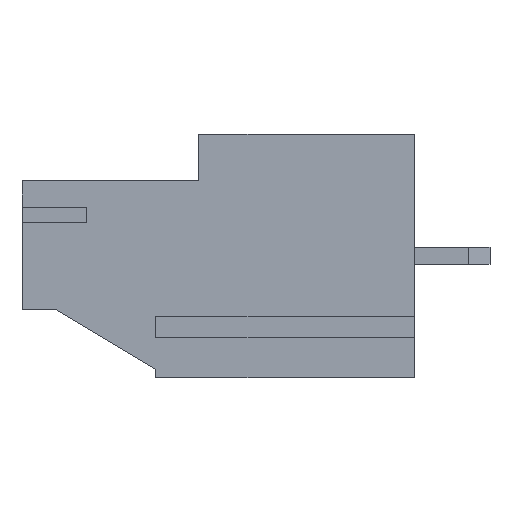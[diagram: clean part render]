
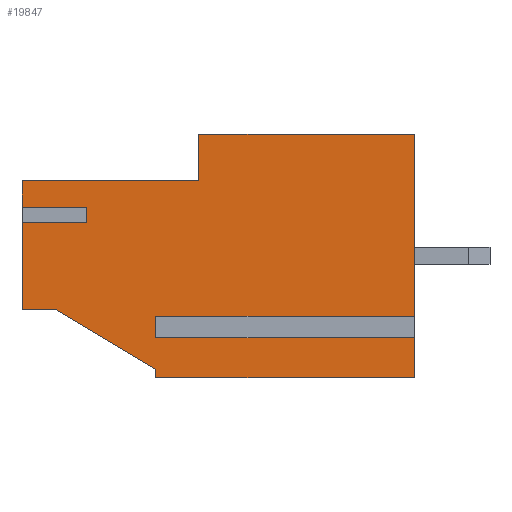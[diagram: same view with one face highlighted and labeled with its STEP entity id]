
A CAD part, left-side view. The second image highlights one B-rep face of the part: STEP entity #19847.
In plain terms, the highlighted planar face has unit normal (-1, 0, 0).
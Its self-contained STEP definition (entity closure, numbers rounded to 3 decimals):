
#34 = AXIS2_PLACEMENT_3D ( 'NONE', #13128, #434, #2444 ) ;
#36 = VECTOR ( 'NONE', #684, 1000. ) ;
#218 = VERTEX_POINT ( 'NONE', #10781 ) ;
#265 = ORIENTED_EDGE ( 'NONE', *, *, #6234, .F. ) ;
#434 = DIRECTION ( 'NONE',  ( 1., 0., 0. ) ) ;
#480 = EDGE_LOOP ( 'NONE', ( #4691, #14921, #11064, #17659, #4440, #10926, #10501, #9356, #265, #4591, #21338, #16393, #13324, #11387, #5935, #5107, #10222 ) ) ;
#519 = CARTESIAN_POINT ( 'NONE',  ( -5.08, 18.2, -8.15 ) ) ;
#541 = CARTESIAN_POINT ( 'NONE',  ( -5.08, 18.2, -2.15 ) ) ;
#654 = PLANE ( 'NONE',  #34 ) ;
#684 = DIRECTION ( 'NONE',  ( 0., 0., -1. ) ) ;
#812 = DIRECTION ( 'NONE',  ( 0., 0., -1. ) ) ;
#839 = CARTESIAN_POINT ( 'NONE',  ( -5.08, 18.2, -4.1 ) ) ;
#1078 = CARTESIAN_POINT ( 'NONE',  ( -5.08, 12., -11.3 ) ) ;
#1083 = VERTEX_POINT ( 'NONE', #17380 ) ;
#1133 = VECTOR ( 'NONE', #11082, 1000. ) ;
#1139 = LINE ( 'NONE', #7670, #36 ) ;
#1405 = VECTOR ( 'NONE', #19592, 1000. ) ;
#1705 = CARTESIAN_POINT ( 'NONE',  ( -5.08, 15.2, -3.4 ) ) ;
#1712 = CARTESIAN_POINT ( 'NONE',  ( -5.08, 16.6, -8.15 ) ) ;
#1897 = VECTOR ( 'NONE', #20602, 1000. ) ;
#2444 = DIRECTION ( 'NONE',  ( 0., 0., -1. ) ) ;
#2708 = CARTESIAN_POINT ( 'NONE',  ( -5.08, 10., 0. ) ) ;
#2722 = VECTOR ( 'NONE', #19698, 1000. ) ;
#2864 = VERTEX_POINT ( 'NONE', #839 ) ;
#2947 = EDGE_CURVE ( 'NONE', #12298, #15964, #3275, .T. ) ;
#3046 = VERTEX_POINT ( 'NONE', #21734 ) ;
#3275 = LINE ( 'NONE', #541, #1897 ) ;
#3534 = VERTEX_POINT ( 'NONE', #9058 ) ;
#3710 = LINE ( 'NONE', #11354, #17421 ) ;
#3848 = EDGE_CURVE ( 'NONE', #9108, #1083, #19746, .T. ) ;
#4138 = VERTEX_POINT ( 'NONE', #5566 ) ;
#4155 = CARTESIAN_POINT ( 'NONE',  ( -5.08, 15.2, -3.4 ) ) ;
#4239 = VERTEX_POINT ( 'NONE', #10825 ) ;
#4440 = ORIENTED_EDGE ( 'NONE', *, *, #20539, .F. ) ;
#4591 = ORIENTED_EDGE ( 'NONE', *, *, #5976, .F. ) ;
#4652 = VERTEX_POINT ( 'NONE', #9293 ) ;
#4691 = ORIENTED_EDGE ( 'NONE', *, *, #21902, .F. ) ;
#4776 = EDGE_CURVE ( 'NONE', #20925, #3046, #18255, .T. ) ;
#5107 = ORIENTED_EDGE ( 'NONE', *, *, #17613, .F. ) ;
#5144 = VECTOR ( 'NONE', #812, 1000. ) ;
#5205 = CARTESIAN_POINT ( 'NONE',  ( -5.08, 12., -9.3 ) ) ;
#5281 = CARTESIAN_POINT ( 'NONE',  ( -5.08, 0., -8.6 ) ) ;
#5543 = VECTOR ( 'NONE', #17493, 1000. ) ;
#5566 = CARTESIAN_POINT ( 'NONE',  ( -5.08, 12., -10.9 ) ) ;
#5889 = LINE ( 'NONE', #519, #1133 ) ;
#5935 = ORIENTED_EDGE ( 'NONE', *, *, #15741, .F. ) ;
#5976 = EDGE_CURVE ( 'NONE', #4239, #18267, #3710, .T. ) ;
#6115 = CARTESIAN_POINT ( 'NONE',  ( -5.08, 0., 0. ) ) ;
#6234 = EDGE_CURVE ( 'NONE', #18267, #3534, #19077, .T. ) ;
#6592 = CARTESIAN_POINT ( 'NONE',  ( -5.08, 10., -2.15 ) ) ;
#6691 = LINE ( 'NONE', #7039, #1405 ) ;
#7039 = CARTESIAN_POINT ( 'NONE',  ( -5.08, 12., -8.6 ) ) ;
#7341 = EDGE_CURVE ( 'NONE', #4239, #2864, #18142, .T. ) ;
#7523 = LINE ( 'NONE', #9709, #16511 ) ;
#7670 = CARTESIAN_POINT ( 'NONE',  ( -5.08, 0., 0. ) ) ;
#7694 = VECTOR ( 'NONE', #16379, 1000. ) ;
#8074 = LINE ( 'NONE', #19767, #19056 ) ;
#8232 = DIRECTION ( 'NONE',  ( 0., -1., 0. ) ) ;
#8247 = VECTOR ( 'NONE', #8232, 1000. ) ;
#8460 = CARTESIAN_POINT ( 'NONE',  ( -5.08, 18.2, -8.15 ) ) ;
#8683 = VECTOR ( 'NONE', #22326, 1000. ) ;
#8700 = LINE ( 'NONE', #11265, #12333 ) ;
#8938 = VECTOR ( 'NONE', #15934, 1000. ) ;
#8985 = VERTEX_POINT ( 'NONE', #2708 ) ;
#9058 = CARTESIAN_POINT ( 'NONE',  ( -5.08, 18.2, -3.4 ) ) ;
#9108 = VERTEX_POINT ( 'NONE', #12802 ) ;
#9293 = CARTESIAN_POINT ( 'NONE',  ( -5.08, 16.6, -8.15 ) ) ;
#9356 = ORIENTED_EDGE ( 'NONE', *, *, #9782, .F. ) ;
#9709 = CARTESIAN_POINT ( 'NONE',  ( -5.08, 10., 0. ) ) ;
#9782 = EDGE_CURVE ( 'NONE', #3534, #12298, #12376, .T. ) ;
#9932 = VERTEX_POINT ( 'NONE', #19869 ) ;
#10222 = ORIENTED_EDGE ( 'NONE', *, *, #3848, .F. ) ;
#10501 = ORIENTED_EDGE ( 'NONE', *, *, #2947, .F. ) ;
#10723 = EDGE_CURVE ( 'NONE', #218, #13097, #1139, .T. ) ;
#10781 = CARTESIAN_POINT ( 'NONE',  ( -5.08, 0., 0. ) ) ;
#10825 = CARTESIAN_POINT ( 'NONE',  ( -5.08, 15.2, -4.1 ) ) ;
#10901 = CARTESIAN_POINT ( 'NONE',  ( -5.08, 15.2, -4.1 ) ) ;
#10915 = CARTESIAN_POINT ( 'NONE',  ( -5.08, 12., -10.9 ) ) ;
#10921 = DIRECTION ( 'NONE',  ( 0., 0., 1. ) ) ;
#10926 = ORIENTED_EDGE ( 'NONE', *, *, #16186, .F. ) ;
#11064 = ORIENTED_EDGE ( 'NONE', *, *, #14764, .T. ) ;
#11082 = DIRECTION ( 'NONE',  ( 0., 0., 1. ) ) ;
#11265 = CARTESIAN_POINT ( 'NONE',  ( -5.08, 12., -11.3 ) ) ;
#11354 = CARTESIAN_POINT ( 'NONE',  ( -5.08, 15.2, 0. ) ) ;
#11387 = ORIENTED_EDGE ( 'NONE', *, *, #21665, .F. ) ;
#11938 = EDGE_CURVE ( 'NONE', #4652, #9932, #22336, .T. ) ;
#12298 = VERTEX_POINT ( 'NONE', #20199 ) ;
#12333 = VECTOR ( 'NONE', #16860, 1000. ) ;
#12376 = LINE ( 'NONE', #8460, #13219 ) ;
#12769 = LINE ( 'NONE', #10915, #19833 ) ;
#12802 = CARTESIAN_POINT ( 'NONE',  ( -5.08, 0., -9.3 ) ) ;
#12894 = DIRECTION ( 'NONE',  ( 0., 0.858, 0.513 ) ) ;
#13096 = DIRECTION ( 'NONE',  ( 0., 0., 1. ) ) ;
#13097 = VERTEX_POINT ( 'NONE', #5281 ) ;
#13128 = CARTESIAN_POINT ( 'NONE',  ( -5.08, 0., 0. ) ) ;
#13219 = VECTOR ( 'NONE', #21025, 1000. ) ;
#13324 = ORIENTED_EDGE ( 'NONE', *, *, #11938, .F. ) ;
#13888 = VERTEX_POINT ( 'NONE', #1078 ) ;
#14764 = EDGE_CURVE ( 'NONE', #3046, #13097, #6691, .T. ) ;
#14921 = ORIENTED_EDGE ( 'NONE', *, *, #4776, .T. ) ;
#15007 = LINE ( 'NONE', #20670, #8247 ) ;
#15553 = LINE ( 'NONE', #18338, #7694 ) ;
#15741 = EDGE_CURVE ( 'NONE', #13888, #4138, #8700, .T. ) ;
#15934 = DIRECTION ( 'NONE',  ( 0., 1., 0. ) ) ;
#15964 = VERTEX_POINT ( 'NONE', #6592 ) ;
#16186 = EDGE_CURVE ( 'NONE', #15964, #8985, #8074, .T. ) ;
#16335 = EDGE_CURVE ( 'NONE', #9932, #2864, #5889, .T. ) ;
#16379 = DIRECTION ( 'NONE',  ( 0., 1., 0. ) ) ;
#16393 = ORIENTED_EDGE ( 'NONE', *, *, #16335, .F. ) ;
#16511 = VECTOR ( 'NONE', #18627, 1000. ) ;
#16860 = DIRECTION ( 'NONE',  ( 0., 0., 1. ) ) ;
#17380 = CARTESIAN_POINT ( 'NONE',  ( -5.08, 0., -11.3 ) ) ;
#17421 = VECTOR ( 'NONE', #13096, 1000. ) ;
#17493 = DIRECTION ( 'NONE',  ( 0., 1., 0. ) ) ;
#17613 = EDGE_CURVE ( 'NONE', #1083, #13888, #15553, .T. ) ;
#17659 = ORIENTED_EDGE ( 'NONE', *, *, #10723, .F. ) ;
#18142 = LINE ( 'NONE', #10901, #2722 ) ;
#18255 = LINE ( 'NONE', #18811, #8683 ) ;
#18267 = VERTEX_POINT ( 'NONE', #4155 ) ;
#18338 = CARTESIAN_POINT ( 'NONE',  ( -5.08, 0., -11.3 ) ) ;
#18569 = FACE_OUTER_BOUND ( 'NONE', #480, .T. ) ;
#18627 = DIRECTION ( 'NONE',  ( 0., -1., 0. ) ) ;
#18811 = CARTESIAN_POINT ( 'NONE',  ( -5.08, 12., -8.6 ) ) ;
#19056 = VECTOR ( 'NONE', #10921, 1000. ) ;
#19077 = LINE ( 'NONE', #1705, #8938 ) ;
#19592 = DIRECTION ( 'NONE',  ( 0., -1., 0. ) ) ;
#19698 = DIRECTION ( 'NONE',  ( 0., 1., 0. ) ) ;
#19746 = LINE ( 'NONE', #6115, #5144 ) ;
#19767 = CARTESIAN_POINT ( 'NONE',  ( -5.08, 10., -2.15 ) ) ;
#19833 = VECTOR ( 'NONE', #12894, 1000. ) ;
#19847 = ADVANCED_FACE ( 'NONE', ( #18569 ), #654, .F. ) ;
#19869 = CARTESIAN_POINT ( 'NONE',  ( -5.08, 18.2, -8.15 ) ) ;
#20199 = CARTESIAN_POINT ( 'NONE',  ( -5.08, 18.2, -2.15 ) ) ;
#20539 = EDGE_CURVE ( 'NONE', #8985, #218, #7523, .T. ) ;
#20602 = DIRECTION ( 'NONE',  ( 0., -1., 0. ) ) ;
#20670 = CARTESIAN_POINT ( 'NONE',  ( -5.08, 12., -9.3 ) ) ;
#20925 = VERTEX_POINT ( 'NONE', #5205 ) ;
#21025 = DIRECTION ( 'NONE',  ( 0., 0., 1. ) ) ;
#21338 = ORIENTED_EDGE ( 'NONE', *, *, #7341, .T. ) ;
#21665 = EDGE_CURVE ( 'NONE', #4138, #4652, #12769, .T. ) ;
#21734 = CARTESIAN_POINT ( 'NONE',  ( -5.08, 12., -8.6 ) ) ;
#21902 = EDGE_CURVE ( 'NONE', #20925, #9108, #15007, .T. ) ;
#22326 = DIRECTION ( 'NONE',  ( 0., 0., 1. ) ) ;
#22336 = LINE ( 'NONE', #1712, #5543 ) ;
